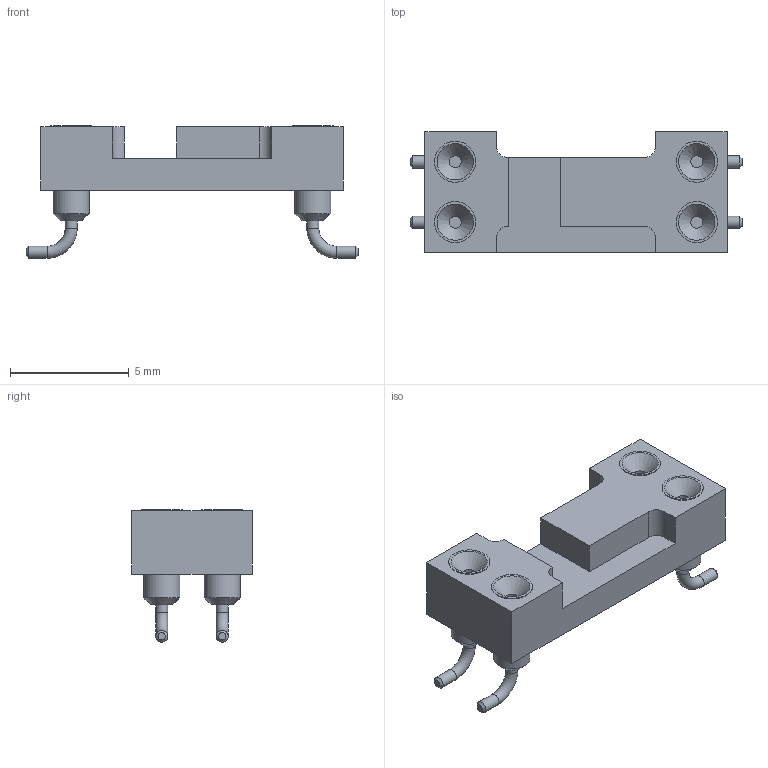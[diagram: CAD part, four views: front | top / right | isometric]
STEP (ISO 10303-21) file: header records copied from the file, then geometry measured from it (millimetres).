
FILE_DESCRIPTION(/* description */ ('model of DIP-4_W11.43mm_SMDSocket_LongPads'),/* implementation_level */ '2;1');
FILE_NAME(/* name */ 'DIP-4_W11.43mm_SMDSocket_LongPads.step',/* time_stamp */ '2017-11-03T14:45:54',/* author */ ('Terje Io','https://github.com/terjeio'),/* organization */ ('FreeCAD'),/* preprocessor_version */ 'OCC',/* originating_system */ 'kicad StepUp',/* authorisation */ '');
FILE_SCHEMA(('AUTOMOTIVE_DESIGN_CC2 { 1 2 10303 214 -1 1 5 4 }'));
Length unit declared in the file: millimetre
Products named in the file (1): DIP_4_W1143mm_SMDSocket_LongPads
Bounding box: 13.96 x 5.08 x 5.58 mm (x, y, z)
Volume: 142.2 mm3; surface area: 274.2 mm2
Topology: 1 solids, 1 shells, 77 faces, 148 edges, 93 vertices
Faces by surface type: plane 37, cylinder 24, cone 12, torus 4
Full cylindrical faces by diameter (mm): 0.508 x12, 1.524 x4, 1.724 x4
Entity records: 1453 total; most frequent: ORIENTED_EDGE 261, CARTESIAN_POINT 170, EDGE_CURVE 148, AXIS2_PLACEMENT_3D 132, FACE_BOUND 97, EDGE_LOOP 97, VERTEX_POINT 93, ADVANCED_FACE 77
